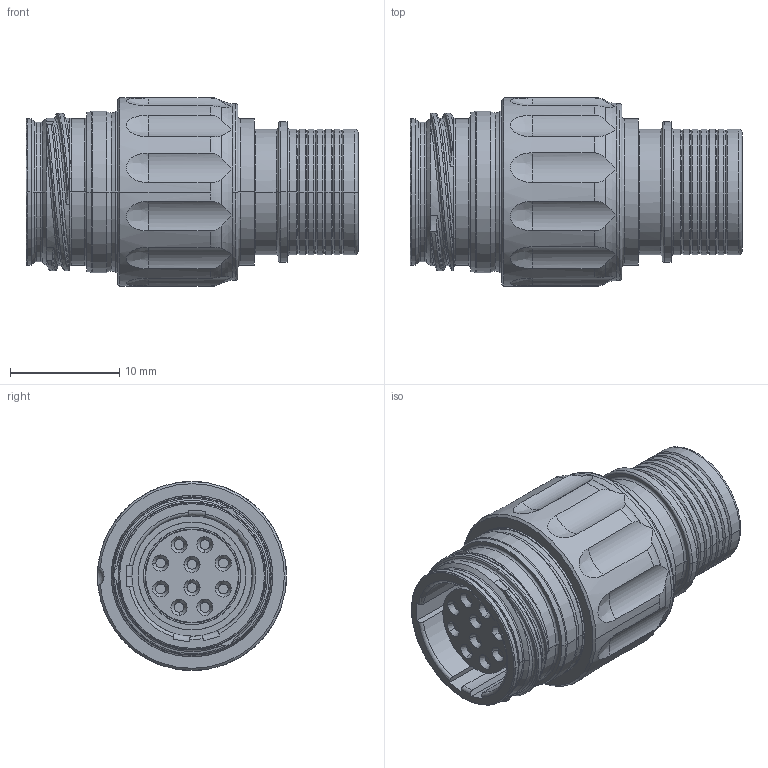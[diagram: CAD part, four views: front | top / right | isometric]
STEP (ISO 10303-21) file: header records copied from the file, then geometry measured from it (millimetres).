
FILE_DESCRIPTION((''),'2;1');
FILE_NAME('00194637--','2021-03-26T07:52:58',('FHeitzinger'),(''),'CREO PARAMETRIC BY PTC INC, 2018300','CREO PARAMETRIC BY PTC INC, 2018300','');
FILE_SCHEMA(('AP242_MANAGED_MODEL_BASED_3D_ENGINEERING_MIM_LF { 1 0 10303 442 1 1 4 }'));
Length unit declared in the file: millimetre
Products named in the file (1): 00194637--
Bounding box: 30.4 x 17.3 x 17.3 mm (x, y, z)
Volume: 4075.3 mm3; surface area: 3039.8 mm2
Topology: 1 solids, 1 shells, 357 faces, 997 edges, 666 vertices
Faces by surface type: torus 89, plane 81, cylinder 79, cone 71, bspline 36, sphere 1
Entity records: 17736 total; most frequent: CARTESIAN_POINT 6054, ORIENTED_EDGE 1994, DIRECTION 1904, EDGE_CURVE 997, AXIS2_PLACEMENT_3D 830, VERTEX_POINT 666, CIRCLE 509, EDGE_LOOP 381
